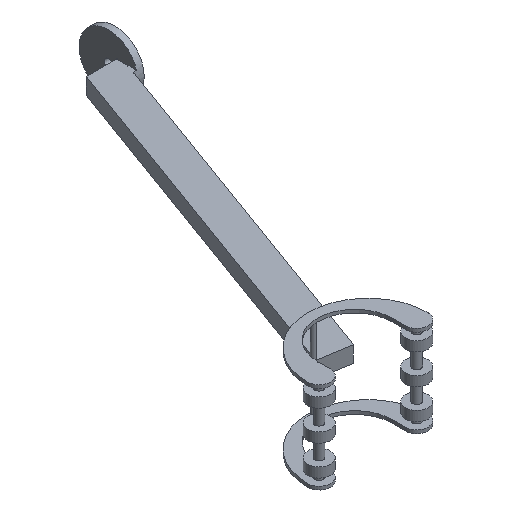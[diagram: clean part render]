
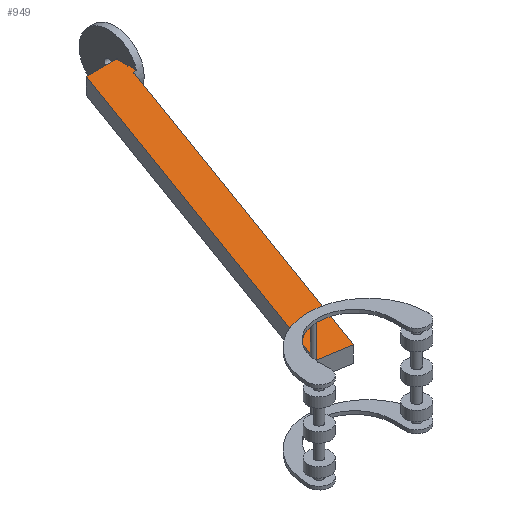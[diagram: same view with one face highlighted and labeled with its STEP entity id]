
A CAD part, isometric view. The second image highlights one B-rep face of the part: STEP entity #949.
In plain terms, the highlighted planar face has unit normal (0, 0, 1).
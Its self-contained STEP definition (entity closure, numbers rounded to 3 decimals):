
#57=LINE('',#1567,#128);
#59=LINE('',#1572,#130);
#80=LINE('',#1622,#151);
#81=LINE('',#1626,#152);
#82=LINE('',#1629,#153);
#84=LINE('',#1633,#155);
#87=LINE('',#1641,#158);
#89=LINE('',#1644,#160);
#128=VECTOR('',#1299,10.);
#130=VECTOR('',#1303,10.);
#151=VECTOR('',#1350,10.);
#152=VECTOR('',#1357,10.);
#153=VECTOR('',#1360,10.);
#155=VECTOR('',#1364,10.);
#158=VECTOR('',#1373,10.);
#160=VECTOR('',#1377,10.);
#267=FACE_OUTER_BOUND('',#348,.T.);
#348=EDGE_LOOP('',(#847,#848,#849,#850,#851,#852,#853,#854,#855));
#400=CIRCLE('',#1075,3.5);
#455=VERTEX_POINT('',#1560);
#458=VERTEX_POINT('',#1565);
#459=VERTEX_POINT('',#1569);
#475=VERTEX_POINT('',#1619);
#476=VERTEX_POINT('',#1621);
#477=VERTEX_POINT('',#1628);
#478=VERTEX_POINT('',#1632);
#479=VERTEX_POINT('',#1636);
#480=VERTEX_POINT('',#1640);
#565=EDGE_CURVE('',#455,#458,#57,.T.);
#567=EDGE_CURVE('',#458,#459,#59,.T.);
#594=EDGE_CURVE('',#475,#476,#80,.T.);
#596=EDGE_CURVE('',#455,#475,#81,.T.);
#597=EDGE_CURVE('',#477,#476,#82,.T.);
#599=EDGE_CURVE('',#478,#477,#84,.T.);
#601=EDGE_CURVE('',#479,#478,#400,.T.);
#603=EDGE_CURVE('',#480,#479,#87,.T.);
#605=EDGE_CURVE('',#459,#480,#89,.T.);
#847=ORIENTED_EDGE('',*,*,#605,.T.);
#848=ORIENTED_EDGE('',*,*,#603,.T.);
#849=ORIENTED_EDGE('',*,*,#601,.T.);
#850=ORIENTED_EDGE('',*,*,#599,.T.);
#851=ORIENTED_EDGE('',*,*,#597,.T.);
#852=ORIENTED_EDGE('',*,*,#594,.F.);
#853=ORIENTED_EDGE('',*,*,#596,.F.);
#854=ORIENTED_EDGE('',*,*,#565,.T.);
#855=ORIENTED_EDGE('',*,*,#567,.T.);
#889=PLANE('',#1078);
#949=ADVANCED_FACE('',(#267),#889,.T.);
#1075=AXIS2_PLACEMENT_3D('',#1637,#1368,#1369);
#1078=AXIS2_PLACEMENT_3D('',#1645,#1378,#1379);
#1299=DIRECTION('',(0.,1.,0.));
#1303=DIRECTION('',(-1.,0.,0.));
#1350=DIRECTION('',(-1.,0.,0.));
#1357=DIRECTION('',(0.,-1.,0.));
#1360=DIRECTION('',(0.342,0.94,0.));
#1364=DIRECTION('',(0.987,-0.16,0.));
#1368=DIRECTION('center_axis',(0.,0.,1.));
#1369=DIRECTION('ref_axis',(-1.,0.,0.));
#1373=DIRECTION('',(-0.9,-0.436,0.));
#1377=DIRECTION('',(-0.342,-0.94,0.));
#1378=DIRECTION('center_axis',(0.,0.,1.));
#1379=DIRECTION('ref_axis',(1.,0.,0.));
#1560=CARTESIAN_POINT('',(89.5,1187.331,362.5));
#1565=CARTESIAN_POINT('',(89.5,1204.432,362.5));
#1567=CARTESIAN_POINT('',(89.5,1187.331,362.5));
#1569=CARTESIAN_POINT('',(42.516,1204.432,362.5));
#1572=CARTESIAN_POINT('',(89.5,1204.432,362.5));
#1619=CARTESIAN_POINT('',(89.5,1174.102,362.5));
#1621=CARTESIAN_POINT('',(84.685,1174.102,362.5));
#1622=CARTESIAN_POINT('',(89.5,1174.102,362.5));
#1626=CARTESIAN_POINT('',(89.5,1195.716,362.5));
#1628=CARTESIAN_POINT('',(-108.871,642.309,362.5));
#1629=CARTESIAN_POINT('',(39.713,1050.542,362.5));
#1632=CARTESIAN_POINT('',(-159.561,650.545,362.5));
#1633=CARTESIAN_POINT('',(-95.863,640.195,362.5));
#1636=CARTESIAN_POINT('',(-160.525,657.15,362.5));
#1637=CARTESIAN_POINT('Origin',(-159.,654.,362.5));
#1640=CARTESIAN_POINT('',(-155.856,659.41,362.5));
#1641=CARTESIAN_POINT('',(-58.084,706.732,362.5));
#1644=CARTESIAN_POINT('',(-106.457,795.132,362.5));
#1645=CARTESIAN_POINT('Origin',(-36.5,923.37,362.5));
